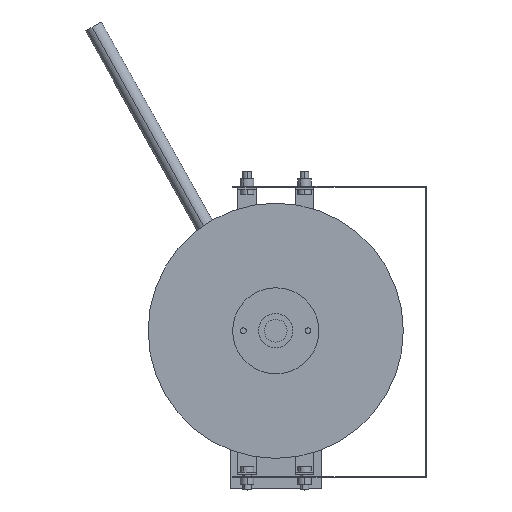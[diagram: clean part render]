
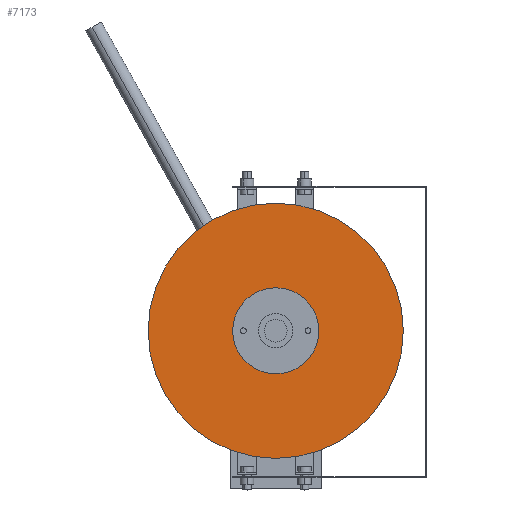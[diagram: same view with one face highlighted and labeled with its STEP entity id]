
A CAD part, top view. The second image highlights one B-rep face of the part: STEP entity #7173.
In plain terms, the highlighted planar face has unit normal (0, 0, 1).
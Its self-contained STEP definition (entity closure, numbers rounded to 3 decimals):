
#528 = ORIENTED_EDGE ( 'NONE', *, *, #7441, .T. ) ;
#529 = ORIENTED_EDGE ( 'NONE', *, *, #7445, .T. ) ;
#530 = ORIENTED_EDGE ( 'NONE', *, *, #7435, .F. ) ;
#531 = ORIENTED_EDGE ( 'NONE', *, *, #7442, .F. ) ;
#1593 = FACE_OUTER_BOUND ( 'NONE', #3421, .T. ) ;
#1599 = FACE_BOUND ( 'NONE', #5618, .T. ) ;
#2057 = AXIS2_PLACEMENT_3D ( 'NONE', #6642, #6645, #6646 ) ;
#2189 = AXIS2_PLACEMENT_3D ( 'NONE', #3651, #3653, #3654 ) ;
#2195 = AXIS2_PLACEMENT_3D ( 'NONE', #3670, #3672, #3673 ) ;
#2196 = AXIS2_PLACEMENT_3D ( 'NONE', #3667, #3668, #3669 ) ;
#2197 = AXIS2_PLACEMENT_3D ( 'NONE', #3671, #3678, #3679 ) ;
#2668 = CIRCLE ( 'NONE', #2189, 15.9 ) ;
#2678 = CIRCLE ( 'NONE', #2196, 177.8 ) ;
#2680 = CIRCLE ( 'NONE', #2195, 15.9 ) ;
#2684 = CIRCLE ( 'NONE', #2197, 177.8 ) ;
#3421 = EDGE_LOOP ( 'NONE', ( #528, #529 ) ) ;
#3651 = CARTESIAN_POINT ( 'NONE',  ( 0., 0., 3. ) ) ;
#3653 = DIRECTION ( 'NONE',  ( 0., 0., 1. ) ) ;
#3654 = DIRECTION ( 'NONE',  ( 1., 0., 0. ) ) ;
#3667 = CARTESIAN_POINT ( 'NONE',  ( 0., 0., 3. ) ) ;
#3668 = DIRECTION ( 'NONE',  ( 0., 0., 1. ) ) ;
#3669 = DIRECTION ( 'NONE',  ( 1., 0., 0. ) ) ;
#3670 = CARTESIAN_POINT ( 'NONE',  ( 0., 0., 3. ) ) ;
#3671 = CARTESIAN_POINT ( 'NONE',  ( 0., 0., 3. ) ) ;
#3672 = DIRECTION ( 'NONE',  ( 0., 0., 1. ) ) ;
#3673 = DIRECTION ( 'NONE',  ( 1., 0., 0. ) ) ;
#3678 = DIRECTION ( 'NONE',  ( 0., 0., 1. ) ) ;
#3679 = DIRECTION ( 'NONE',  ( 1., 0., 0. ) ) ;
#5321 = VERTEX_POINT ( 'NONE', #6356 ) ;
#5323 = VERTEX_POINT ( 'NONE', #6358 ) ;
#5342 = VERTEX_POINT ( 'NONE', #6377 ) ;
#5404 = VERTEX_POINT ( 'NONE', #6439 ) ;
#5618 = EDGE_LOOP ( 'NONE', ( #530, #531 ) ) ;
#6356 = CARTESIAN_POINT ( 'NONE',  ( -177.8, 0., 3. ) ) ;
#6358 = CARTESIAN_POINT ( 'NONE',  ( -15.9, 0., 3. ) ) ;
#6377 = CARTESIAN_POINT ( 'NONE',  ( 15.9, 0., 3. ) ) ;
#6439 = CARTESIAN_POINT ( 'NONE',  ( 177.8, 0., 3. ) ) ;
#6642 = CARTESIAN_POINT ( 'NONE',  ( 0., 0., 3. ) ) ;
#6643 = PLANE ( 'NONE',  #2057 ) ;
#6645 = DIRECTION ( 'NONE',  ( 0., 0., 1. ) ) ;
#6646 = DIRECTION ( 'NONE',  ( 1., 0., 0. ) ) ;
#7173 = ADVANCED_FACE ( 'NONE', ( #1593, #1599 ), #6643, .T. ) ;
#7435 = EDGE_CURVE ( 'NONE', #5323, #5342, #2668, .T. ) ;
#7441 = EDGE_CURVE ( 'NONE', #5321, #5404, #2678, .T. ) ;
#7442 = EDGE_CURVE ( 'NONE', #5342, #5323, #2680, .T. ) ;
#7445 = EDGE_CURVE ( 'NONE', #5404, #5321, #2684, .T. ) ;
